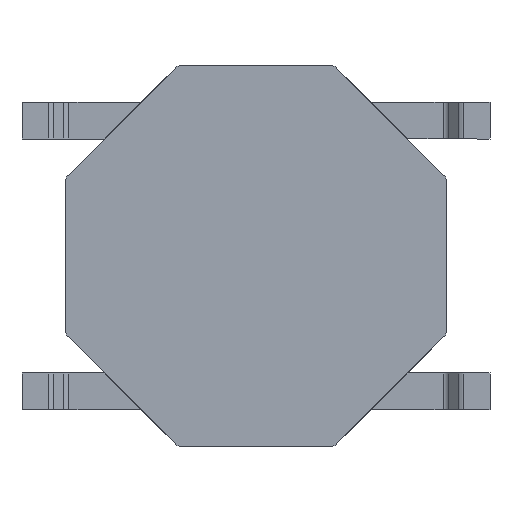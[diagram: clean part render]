
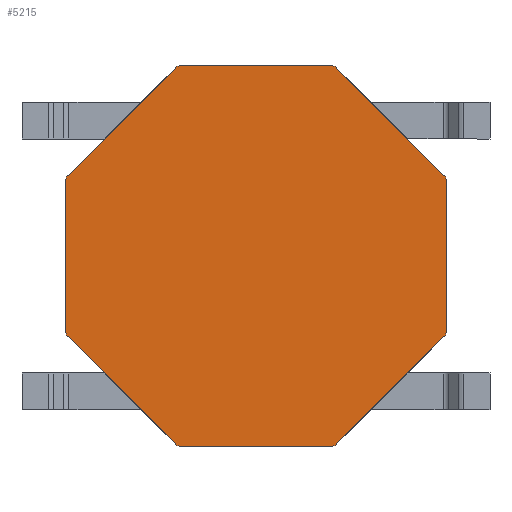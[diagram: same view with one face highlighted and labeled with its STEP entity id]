
A CAD part, front view. The second image highlights one B-rep face of the part: STEP entity #5215.
In plain terms, the highlighted planar face has unit normal (0, -1, 0).
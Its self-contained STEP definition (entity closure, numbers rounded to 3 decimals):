
#8 = ORIENTED_EDGE ( 'NONE', *, *, #372, .T. ) ;
#12 = CARTESIAN_POINT ( 'NONE',  ( 2.571, 0., -1.106 ) ) ;
#19 = ORIENTED_EDGE ( 'NONE', *, *, #3474, .T. ) ;
#30 = CIRCLE ( 'NONE', #4436, 0.1 ) ;
#31 = VECTOR ( 'NONE', #1444, 1000. ) ;
#40 = VECTOR ( 'NONE', #1450, 1000. ) ;
#58 = ORIENTED_EDGE ( 'NONE', *, *, #3178, .F. ) ;
#73 = CARTESIAN_POINT ( 'NONE',  ( -2.571, 0., -1.106 ) ) ;
#100 = VERTEX_POINT ( 'NONE', #12 ) ;
#102 = DIRECTION ( 'NONE',  ( -0.707, 0., 0.707 ) ) ;
#123 = CIRCLE ( 'NONE', #2959, 0.1 ) ;
#135 = DIRECTION ( 'NONE',  ( 0., 0., 1. ) ) ;
#208 = VECTOR ( 'NONE', #3051, 1000. ) ;
#210 = EDGE_CURVE ( 'NONE', #4244, #4272, #4421, .T. ) ;
#272 = CARTESIAN_POINT ( 'NONE',  ( 2.6, 0., -1.077 ) ) ;
#349 = VERTEX_POINT ( 'NONE', #73 ) ;
#362 = CIRCLE ( 'NONE', #3979, 0.1 ) ;
#372 = EDGE_CURVE ( 'NONE', #2790, #1394, #30, .T. ) ;
#437 = LINE ( 'NONE', #4457, #772 ) ;
#448 = EDGE_CURVE ( 'NONE', #3876, #4848, #123, .T. ) ;
#539 = DIRECTION ( 'NONE',  ( 0., 0., 1. ) ) ;
#547 = DIRECTION ( 'NONE',  ( 0., -1., 0. ) ) ;
#772 = VECTOR ( 'NONE', #1571, 1000. ) ;
#876 = CARTESIAN_POINT ( 'NONE',  ( 1.036, 0., -2.5 ) ) ;
#950 = CARTESIAN_POINT ( 'NONE',  ( 2.6, 0., 1.036 ) ) ;
#1049 = ORIENTED_EDGE ( 'NONE', *, *, #2723, .F. ) ;
#1164 = AXIS2_PLACEMENT_3D ( 'NONE', #876, #3749, #539 ) ;
#1185 = EDGE_CURVE ( 'NONE', #3463, #1261, #3035, .T. ) ;
#1212 = DIRECTION ( 'NONE',  ( 0., 0., 1. ) ) ;
#1229 = CARTESIAN_POINT ( 'NONE',  ( -1.106, 0., -2.571 ) ) ;
#1236 = CARTESIAN_POINT ( 'NONE',  ( -2.6, 0., -1.077 ) ) ;
#1254 = VERTEX_POINT ( 'NONE', #3124 ) ;
#1261 = VERTEX_POINT ( 'NONE', #5016 ) ;
#1267 = VECTOR ( 'NONE', #3158, 1000. ) ;
#1270 = ORIENTED_EDGE ( 'NONE', *, *, #1811, .F. ) ;
#1293 = CARTESIAN_POINT ( 'NONE',  ( -2.6, 0., -1.036 ) ) ;
#1310 = LINE ( 'NONE', #3013, #4197 ) ;
#1394 = VERTEX_POINT ( 'NONE', #5128 ) ;
#1428 = VECTOR ( 'NONE', #3679, 1000. ) ;
#1444 = DIRECTION ( 'NONE',  ( -1., 0., 0. ) ) ;
#1450 = DIRECTION ( 'NONE',  ( 0., 0., -1. ) ) ;
#1478 = CARTESIAN_POINT ( 'NONE',  ( 1.077, 0., 2.6 ) ) ;
#1571 = DIRECTION ( 'NONE',  ( 1., 0., 0. ) ) ;
#1731 = CARTESIAN_POINT ( 'NONE',  ( 2.571, 0., 1.106 ) ) ;
#1732 = EDGE_CURVE ( 'NONE', #3463, #4272, #2235, .T. ) ;
#1744 = EDGE_CURVE ( 'NONE', #4775, #1254, #3182, .T. ) ;
#1749 = CARTESIAN_POINT ( 'NONE',  ( -2.5, 0., 1.036 ) ) ;
#1811 = EDGE_CURVE ( 'NONE', #100, #1261, #3517, .T. ) ;
#1815 = EDGE_CURVE ( 'NONE', #3876, #5055, #5212, .T. ) ;
#1843 = AXIS2_PLACEMENT_3D ( 'NONE', #5332, #5280, #5309 ) ;
#1862 = CARTESIAN_POINT ( 'NONE',  ( 2.6, 0., 1.077 ) ) ;
#1938 = LINE ( 'NONE', #1862, #40 ) ;
#1951 = CIRCLE ( 'NONE', #5005, 0.1 ) ;
#1975 = CARTESIAN_POINT ( 'NONE',  ( 2.6, 0., -1.036 ) ) ;
#1981 = ORIENTED_EDGE ( 'NONE', *, *, #210, .T. ) ;
#1990 = DIRECTION ( 'NONE',  ( 0., -1., 0. ) ) ;
#2007 = ORIENTED_EDGE ( 'NONE', *, *, #3064, .F. ) ;
#2131 = ORIENTED_EDGE ( 'NONE', *, *, #1185, .T. ) ;
#2152 = PLANE ( 'NONE',  #4132 ) ;
#2235 = LINE ( 'NONE', #3869, #31 ) ;
#2336 = ORIENTED_EDGE ( 'NONE', *, *, #2972, .T. ) ;
#2387 = ORIENTED_EDGE ( 'NONE', *, *, #3090, .T. ) ;
#2583 = ORIENTED_EDGE ( 'NONE', *, *, #448, .T. ) ;
#2585 = DIRECTION ( 'NONE',  ( 0., 0., 1. ) ) ;
#2600 = ORIENTED_EDGE ( 'NONE', *, *, #3375, .T. ) ;
#2634 = DIRECTION ( 'NONE',  ( 0., -1., 0. ) ) ;
#2723 = EDGE_CURVE ( 'NONE', #4537, #4957, #1938, .T. ) ;
#2724 = LINE ( 'NONE', #5221, #4287 ) ;
#2790 = VERTEX_POINT ( 'NONE', #3453 ) ;
#2845 = DIRECTION ( 'NONE',  ( 0., 0., 1. ) ) ;
#2931 = CARTESIAN_POINT ( 'NONE',  ( -1.036, 0., -2.6 ) ) ;
#2959 = AXIS2_PLACEMENT_3D ( 'NONE', #3661, #1990, #2845 ) ;
#2972 = EDGE_CURVE ( 'NONE', #100, #4957, #1951, .T. ) ;
#2990 = ORIENTED_EDGE ( 'NONE', *, *, #1744, .F. ) ;
#3008 = DIRECTION ( 'NONE',  ( 0., 0., 1. ) ) ;
#3013 = CARTESIAN_POINT ( 'NONE',  ( -1.077, 0., -2.6 ) ) ;
#3035 = CIRCLE ( 'NONE', #1164, 0.1 ) ;
#3051 = DIRECTION ( 'NONE',  ( 0.707, 0., -0.707 ) ) ;
#3064 = EDGE_CURVE ( 'NONE', #4244, #349, #1310, .T. ) ;
#3072 = DIRECTION ( 'NONE',  ( 0., 1., 0. ) ) ;
#3079 = ORIENTED_EDGE ( 'NONE', *, *, #5044, .F. ) ;
#3090 = EDGE_CURVE ( 'NONE', #4537, #5055, #3849, .T. ) ;
#3099 = CARTESIAN_POINT ( 'NONE',  ( 1.106, 0., 2.571 ) ) ;
#3124 = CARTESIAN_POINT ( 'NONE',  ( -2.6, 0., 1.036 ) ) ;
#3143 = AXIS2_PLACEMENT_3D ( 'NONE', #4191, #3860, #135 ) ;
#3158 = DIRECTION ( 'NONE',  ( -0.707, 0., -0.707 ) ) ;
#3178 = EDGE_CURVE ( 'NONE', #4513, #1394, #2724, .T. ) ;
#3182 = LINE ( 'NONE', #1236, #1428 ) ;
#3375 = EDGE_CURVE ( 'NONE', #4775, #349, #4067, .T. ) ;
#3376 = DIRECTION ( 'NONE',  ( 0., 0., 1. ) ) ;
#3435 = CARTESIAN_POINT ( 'NONE',  ( 1.036, 0., -2.6 ) ) ;
#3453 = CARTESIAN_POINT ( 'NONE',  ( -1.036, 0., 2.6 ) ) ;
#3457 = EDGE_LOOP ( 'NONE', ( #1270, #2336, #1049, #2387, #3550, #2583, #3079, #8, #58, #19, #2990, #2600, #2007, #1981, #5292, #2131 ) ) ;
#3461 = DIRECTION ( 'NONE',  ( 0., -1., 0. ) ) ;
#3463 = VERTEX_POINT ( 'NONE', #3435 ) ;
#3474 = EDGE_CURVE ( 'NONE', #4513, #1254, #362, .T. ) ;
#3476 = CARTESIAN_POINT ( 'NONE',  ( 1.036, 0., 2.6 ) ) ;
#3483 = CARTESIAN_POINT ( 'NONE',  ( 0., 0., 0. ) ) ;
#3517 = LINE ( 'NONE', #272, #1267 ) ;
#3550 = ORIENTED_EDGE ( 'NONE', *, *, #1815, .F. ) ;
#3661 = CARTESIAN_POINT ( 'NONE',  ( 1.036, 0., 2.5 ) ) ;
#3679 = DIRECTION ( 'NONE',  ( 0., 0., 1. ) ) ;
#3749 = DIRECTION ( 'NONE',  ( 0., -1., 0. ) ) ;
#3849 = CIRCLE ( 'NONE', #3143, 0.1 ) ;
#3860 = DIRECTION ( 'NONE',  ( 0., -1., 0. ) ) ;
#3869 = CARTESIAN_POINT ( 'NONE',  ( 1.077, 0., -2.6 ) ) ;
#3876 = VERTEX_POINT ( 'NONE', #3099 ) ;
#3905 = CARTESIAN_POINT ( 'NONE',  ( -2.5, 0., -1.036 ) ) ;
#3979 = AXIS2_PLACEMENT_3D ( 'NONE', #1749, #2634, #3376 ) ;
#4067 = CIRCLE ( 'NONE', #4517, 0.1 ) ;
#4107 = CARTESIAN_POINT ( 'NONE',  ( 2.5, 0., -1.036 ) ) ;
#4132 = AXIS2_PLACEMENT_3D ( 'NONE', #3483, #3072, #4731 ) ;
#4191 = CARTESIAN_POINT ( 'NONE',  ( 2.5, 0., 1.036 ) ) ;
#4197 = VECTOR ( 'NONE', #102, 1000. ) ;
#4244 = VERTEX_POINT ( 'NONE', #1229 ) ;
#4272 = VERTEX_POINT ( 'NONE', #2931 ) ;
#4287 = VECTOR ( 'NONE', #4382, 1000. ) ;
#4382 = DIRECTION ( 'NONE',  ( 0.707, 0., 0.707 ) ) ;
#4421 = CIRCLE ( 'NONE', #1843, 0.1 ) ;
#4436 = AXIS2_PLACEMENT_3D ( 'NONE', #4748, #547, #3008 ) ;
#4457 = CARTESIAN_POINT ( 'NONE',  ( -1.077, 0., 2.6 ) ) ;
#4513 = VERTEX_POINT ( 'NONE', #5324 ) ;
#4517 = AXIS2_PLACEMENT_3D ( 'NONE', #3905, #3461, #2585 ) ;
#4527 = DIRECTION ( 'NONE',  ( 0., -1., 0. ) ) ;
#4537 = VERTEX_POINT ( 'NONE', #950 ) ;
#4731 = DIRECTION ( 'NONE',  ( 0., 0., 1. ) ) ;
#4748 = CARTESIAN_POINT ( 'NONE',  ( -1.036, 0., 2.5 ) ) ;
#4775 = VERTEX_POINT ( 'NONE', #1293 ) ;
#4848 = VERTEX_POINT ( 'NONE', #3476 ) ;
#4957 = VERTEX_POINT ( 'NONE', #1975 ) ;
#5005 = AXIS2_PLACEMENT_3D ( 'NONE', #4107, #4527, #1212 ) ;
#5016 = CARTESIAN_POINT ( 'NONE',  ( 1.106, 0., -2.571 ) ) ;
#5044 = EDGE_CURVE ( 'NONE', #2790, #4848, #437, .T. ) ;
#5055 = VERTEX_POINT ( 'NONE', #1731 ) ;
#5128 = CARTESIAN_POINT ( 'NONE',  ( -1.106, 0., 2.571 ) ) ;
#5212 = LINE ( 'NONE', #1478, #208 ) ;
#5215 = ADVANCED_FACE ( 'NONE', ( #5376 ), #2152, .F. ) ;
#5221 = CARTESIAN_POINT ( 'NONE',  ( -2.6, 0., 1.077 ) ) ;
#5280 = DIRECTION ( 'NONE',  ( 0., -1., 0. ) ) ;
#5292 = ORIENTED_EDGE ( 'NONE', *, *, #1732, .F. ) ;
#5309 = DIRECTION ( 'NONE',  ( 0., 0., 1. ) ) ;
#5324 = CARTESIAN_POINT ( 'NONE',  ( -2.571, 0., 1.106 ) ) ;
#5332 = CARTESIAN_POINT ( 'NONE',  ( -1.036, 0., -2.5 ) ) ;
#5376 = FACE_OUTER_BOUND ( 'NONE', #3457, .T. ) ;
